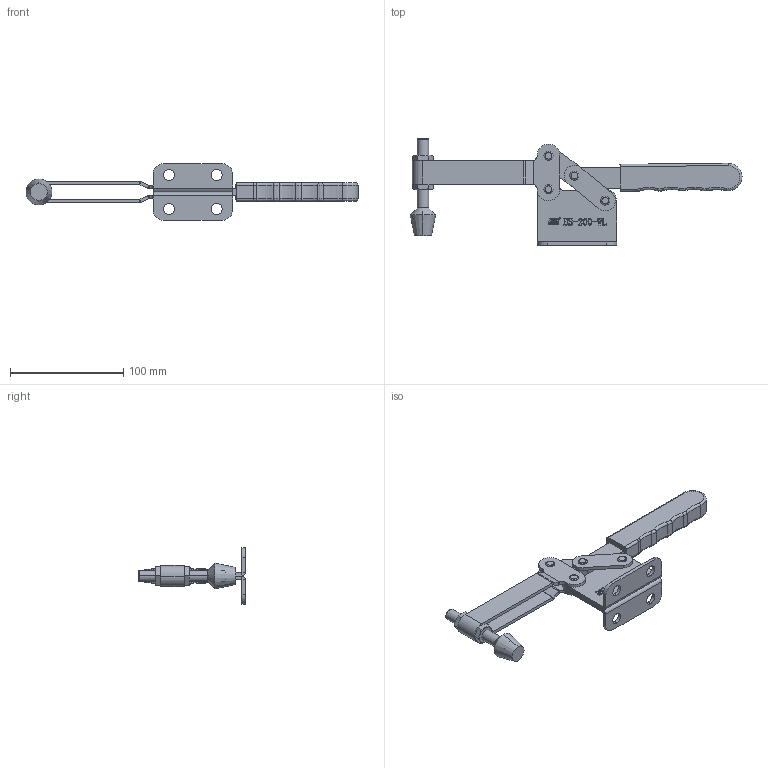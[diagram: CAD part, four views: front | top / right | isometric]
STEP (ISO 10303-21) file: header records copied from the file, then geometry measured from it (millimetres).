
FILE_DESCRIPTION (( 'STEP AP203' ), '1' );
FILE_NAME ('HS-200-WL 装配体.STEP', '2018-12-07T04:01:51', ( 'PCOS' ), ( '微软中国' ), 'SwSTEP 2.0', 'SolidWorks 2012', '' );
FILE_SCHEMA (( 'CONFIG_CONTROL_DESIGN' ));
Length unit declared in the file: millimetre
Products named in the file (11): 蟀裝; 忒參; 种; 揤參; 揤輸; HS-200-WL 蚾饜极; hex thin nuts-grades ab-chamfered gb_GB_FASTENER_NUT_STNAB M10-N; hexagon head bolts-full thread gb_GB_FASTENER_BOLT_STBAB A M10X70-N; 忒梟; 楊擘菁釱酘; 楊擘菁釱衵
Assembly tree (15 placements, depth 2):
  HS-200-WL 蚾饜极
    楊擘菁釱衵
    楊擘菁釱酘
    蟀裝  x2
    忒參
    种  x4
    揤參
    揤輸
    hex thin nuts-grades ab-chamfered gb_GB_FASTENER_NUT_STNAB M10-N  x2
    hexagon head bolts-full thread gb_GB_FASTENER_BOLT_STBAB A M10X70-N
    忒梟
Bounding box: 292.76 x 94.08 x 50 mm (x, y, z)
Volume: 115295.5 mm3; surface area: 61980.7 mm2
Topology: 15 solids, 15 shells, 674 faces, 1714 edges, 1108 vertices
Faces by surface type: plane 329, cylinder 143, bspline 138, torus 34, cone 30
Entity records: 25512 total; most frequent: CARTESIAN_POINT 9844, ORIENTED_EDGE 3186, DIRECTION 2597, EDGE_CURVE 1593, VERTEX_POINT 1030, LINE 963, VECTOR 963, AXIS2_PLACEMENT_3D 817
